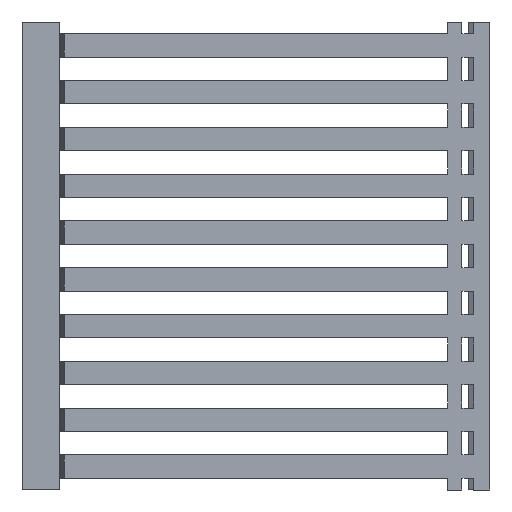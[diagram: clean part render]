
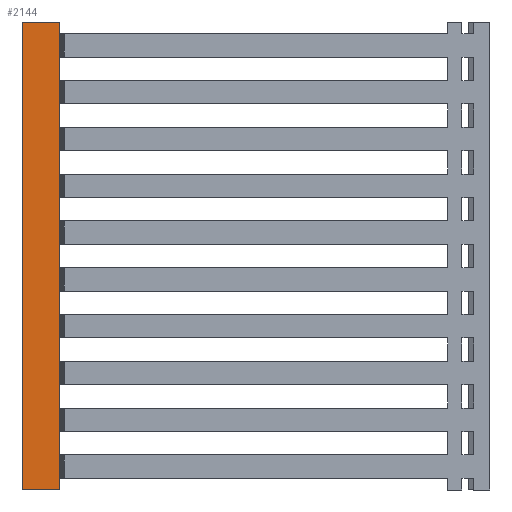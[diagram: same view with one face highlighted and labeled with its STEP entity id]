
A CAD part, left-side view. The second image highlights one B-rep face of the part: STEP entity #2144.
In plain terms, the highlighted planar face has unit normal (-1, 0, 0).
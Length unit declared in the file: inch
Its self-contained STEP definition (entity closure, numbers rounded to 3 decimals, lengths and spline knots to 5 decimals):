
#294 = CARTESIAN_POINT ( 'NONE',  ( -1.1811, 2.04724, 0. ) ) ;
#408 = DIRECTION ( 'NONE',  ( 0., 1., 0. ) ) ;
#465 = CARTESIAN_POINT ( 'NONE',  ( -1.1811, 2.3622, 0. ) ) ;
#649 = EDGE_CURVE ( 'NONE', #1448, #7913, #9456, .T. ) ;
#669 = DIRECTION ( 'NONE',  ( -1., 0., 0. ) ) ;
#1389 = DIRECTION ( 'NONE',  ( 0., -1., 0. ) ) ;
#1409 = LINE ( 'NONE', #465, #10947 ) ;
#1427 = CARTESIAN_POINT ( 'NONE',  ( -1.1811, 2.3622, 0. ) ) ;
#1448 = VERTEX_POINT ( 'NONE', #1987 ) ;
#1503 = FACE_OUTER_BOUND ( 'NONE', #3432, .T. ) ;
#1824 = AXIS2_PLACEMENT_3D ( 'NONE', #7920, #669, #9737 ) ;
#1987 = CARTESIAN_POINT ( 'NONE',  ( -1.1811, 2.3622, -3.93701 ) ) ;
#2144 = ADVANCED_FACE ( 'NONE', ( #1503 ), #8747, .T. ) ;
#2985 = DIRECTION ( 'NONE',  ( 0., 0., 1. ) ) ;
#2993 = ORIENTED_EDGE ( 'NONE', *, *, #10533, .T. ) ;
#3432 = EDGE_LOOP ( 'NONE', ( #4766, #11233, #2993, #10578 ) ) ;
#3968 = VERTEX_POINT ( 'NONE', #294 ) ;
#4170 = EDGE_CURVE ( 'NONE', #1448, #7443, #7471, .T. ) ;
#4766 = ORIENTED_EDGE ( 'NONE', *, *, #649, .T. ) ;
#5806 = LINE ( 'NONE', #7627, #6227 ) ;
#6227 = VECTOR ( 'NONE', #7804, 39.37008 ) ;
#7443 = VERTEX_POINT ( 'NONE', #1427 ) ;
#7471 = LINE ( 'NONE', #11050, #10779 ) ;
#7627 = CARTESIAN_POINT ( 'NONE',  ( -1.1811, 2.04724, -3.93701 ) ) ;
#7804 = DIRECTION ( 'NONE',  ( 0., 0., 1. ) ) ;
#7913 = VERTEX_POINT ( 'NONE', #11578 ) ;
#7920 = CARTESIAN_POINT ( 'NONE',  ( -1.1811, 2.3622, -3.93701 ) ) ;
#8747 = PLANE ( 'NONE',  #1824 ) ;
#9342 = CARTESIAN_POINT ( 'NONE',  ( -1.1811, 2.3622, -3.93701 ) ) ;
#9386 = VECTOR ( 'NONE', #1389, 39.37008 ) ;
#9456 = LINE ( 'NONE', #9342, #9386 ) ;
#9737 = DIRECTION ( 'NONE',  ( 0., 0., 1. ) ) ;
#9742 = EDGE_CURVE ( 'NONE', #7913, #3968, #5806, .T. ) ;
#10533 = EDGE_CURVE ( 'NONE', #3968, #7443, #1409, .T. ) ;
#10578 = ORIENTED_EDGE ( 'NONE', *, *, #4170, .F. ) ;
#10779 = VECTOR ( 'NONE', #2985, 39.37008 ) ;
#10947 = VECTOR ( 'NONE', #408, 39.37008 ) ;
#11050 = CARTESIAN_POINT ( 'NONE',  ( -1.1811, 2.3622, -3.93701 ) ) ;
#11233 = ORIENTED_EDGE ( 'NONE', *, *, #9742, .T. ) ;
#11578 = CARTESIAN_POINT ( 'NONE',  ( -1.1811, 2.04724, -3.93701 ) ) ;
